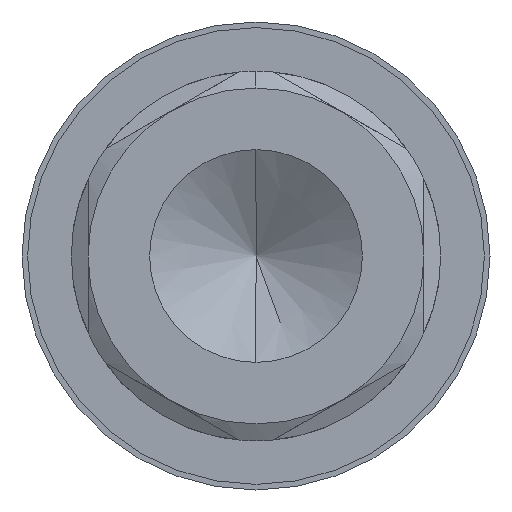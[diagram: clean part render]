
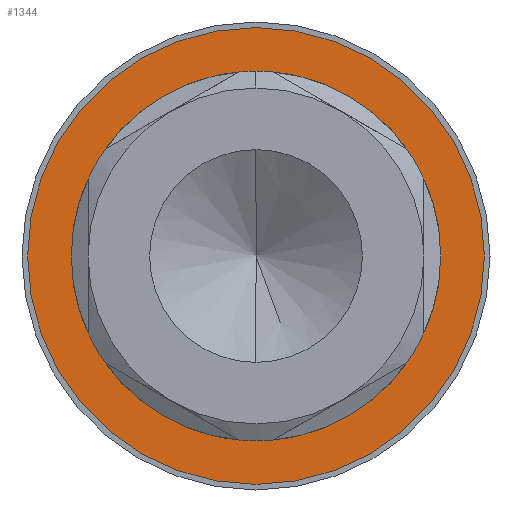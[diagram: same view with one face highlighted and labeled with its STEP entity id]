
A CAD part, left-side view. The second image highlights one B-rep face of the part: STEP entity #1344.
In plain terms, the highlighted planar face has unit normal (-1, 0, 0).
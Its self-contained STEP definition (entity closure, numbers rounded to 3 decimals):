
#33 = DIRECTION ( 'NONE',  ( -1., 0., 0. ) ) ;
#55 = AXIS2_PLACEMENT_3D ( 'NONE', #373, #109, #809 ) ;
#88 = EDGE_CURVE ( 'NONE', #1538, #1522, #758, .T. ) ;
#109 = DIRECTION ( 'NONE',  ( -1., 0., 0. ) ) ;
#110 = CARTESIAN_POINT ( 'NONE',  ( 47.9, 0., -20.4 ) ) ;
#238 = CIRCLE ( 'NONE', #55, 16.5 ) ;
#315 = EDGE_CURVE ( 'NONE', #1522, #1538, #1097, .T. ) ;
#358 = DIRECTION ( 'NONE',  ( 1., 0., 0. ) ) ;
#373 = CARTESIAN_POINT ( 'NONE',  ( 47.9, 0., 0. ) ) ;
#392 = EDGE_CURVE ( 'NONE', #1523, #1331, #238, .T. ) ;
#393 = EDGE_LOOP ( 'NONE', ( #968, #1440 ) ) ;
#424 = AXIS2_PLACEMENT_3D ( 'NONE', #994, #33, #1264 ) ;
#451 = EDGE_CURVE ( 'NONE', #1331, #1523, #1640, .T. ) ;
#462 = ORIENTED_EDGE ( 'NONE', *, *, #451, .F. ) ;
#472 = CARTESIAN_POINT ( 'NONE',  ( 47.9, 16.5, 0. ) ) ;
#482 = DIRECTION ( 'NONE',  ( -1., 0., 0. ) ) ;
#504 = CARTESIAN_POINT ( 'NONE',  ( 47.9, 0., 16.5 ) ) ;
#507 = CARTESIAN_POINT ( 'NONE',  ( 47.9, 0., 0. ) ) ;
#549 = AXIS2_PLACEMENT_3D ( 'NONE', #472, #358, #1441 ) ;
#557 = EDGE_LOOP ( 'NONE', ( #783, #462 ) ) ;
#623 = CARTESIAN_POINT ( 'NONE',  ( 47.9, 0., -16.5 ) ) ;
#654 = DIRECTION ( 'NONE',  ( -1., 0., 0. ) ) ;
#758 = CIRCLE ( 'NONE', #1485, 20.4 ) ;
#769 = AXIS2_PLACEMENT_3D ( 'NONE', #507, #654, #1217 ) ;
#783 = ORIENTED_EDGE ( 'NONE', *, *, #392, .F. ) ;
#809 = DIRECTION ( 'NONE',  ( 0., 0., 1. ) ) ;
#933 = FACE_OUTER_BOUND ( 'NONE', #393, .T. ) ;
#968 = ORIENTED_EDGE ( 'NONE', *, *, #315, .T. ) ;
#994 = CARTESIAN_POINT ( 'NONE',  ( 47.9, 0., 0. ) ) ;
#1097 = CIRCLE ( 'NONE', #769, 20.4 ) ;
#1217 = DIRECTION ( 'NONE',  ( 0., 0., 1. ) ) ;
#1264 = DIRECTION ( 'NONE',  ( 0., 0., 1. ) ) ;
#1307 = CARTESIAN_POINT ( 'NONE',  ( 47.9, 0., 0. ) ) ;
#1331 = VERTEX_POINT ( 'NONE', #623 ) ;
#1344 = ADVANCED_FACE ( 'NONE', ( #1696, #933 ), #1693, .F. ) ;
#1440 = ORIENTED_EDGE ( 'NONE', *, *, #88, .T. ) ;
#1441 = DIRECTION ( 'NONE',  ( 0., 0., -1. ) ) ;
#1443 = DIRECTION ( 'NONE',  ( 0., 0., 1. ) ) ;
#1485 = AXIS2_PLACEMENT_3D ( 'NONE', #1307, #482, #1443 ) ;
#1522 = VERTEX_POINT ( 'NONE', #1733 ) ;
#1523 = VERTEX_POINT ( 'NONE', #504 ) ;
#1538 = VERTEX_POINT ( 'NONE', #110 ) ;
#1640 = CIRCLE ( 'NONE', #424, 16.5 ) ;
#1693 = PLANE ( 'NONE',  #549 ) ;
#1696 = FACE_BOUND ( 'NONE', #557, .T. ) ;
#1733 = CARTESIAN_POINT ( 'NONE',  ( 47.9, 0., 20.4 ) ) ;
